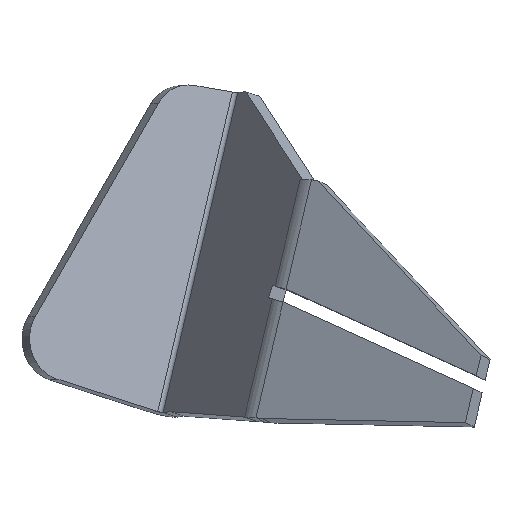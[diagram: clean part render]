
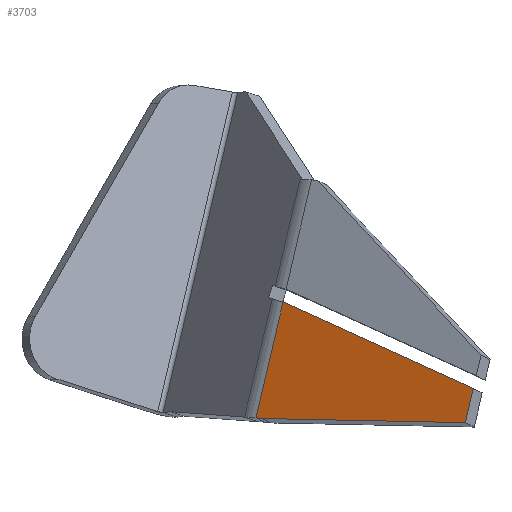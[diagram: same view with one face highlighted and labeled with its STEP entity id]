
A CAD part, top view. The second image highlights one B-rep face of the part: STEP entity #3703.
In plain terms, the highlighted planar face has unit normal (-0.541, 0.266, 0.798).
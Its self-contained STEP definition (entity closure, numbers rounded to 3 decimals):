
#1176 = CYLINDRICAL_SURFACE('',#1177,9.);
#1177 = AXIS2_PLACEMENT_3D('',#1178,#1179,#1180);
#1178 = CARTESIAN_POINT('',(14.496,22.357,
    -1.325));
#1179 = DIRECTION('',(-0.224,-0.96,0.168));
#1180 = DIRECTION('',(-0.541,0.266,0.798));
#3067 = VERTEX_POINT('',#3068);
#3068 = CARTESIAN_POINT('',(-3.81,-32.851,
    15.935));
#3172 = PLANE('',#3173);
#3173 = AXIS2_PLACEMENT_3D('',#3174,#3175,#3176);
#3174 = CARTESIAN_POINT('',(-1.998,-33.462,
    14.86));
#3175 = DIRECTION('',(0.224,0.96,-0.168));
#3176 = DIRECTION('',(0.811,-0.088,0.579)
  );
#3379 = VERTEX_POINT('',#3380);
#3380 = CARTESIAN_POINT('',(2.735,-4.792,
    11.025));
#3484 = PLANE('',#3485);
#3485 = AXIS2_PLACEMENT_3D('',#3486,#3487,#3488);
#3486 = CARTESIAN_POINT('',(26.827,-15.834,
    28.535));
#3487 = DIRECTION('',(0.425,0.905,-0.014)
  );
#3488 = DIRECTION('',(0.726,-0.332,0.603));
#3524 = VERTEX_POINT('',#3525);
#3525 = CARTESIAN_POINT('',(48.754,-25.813,
    49.236));
#3539 = PLANE('',#3540);
#3540 = AXIS2_PLACEMENT_3D('',#3541,#3542,#3543);
#3541 = CARTESIAN_POINT('',(49.815,-26.437,
    47.657));
#3542 = DIRECTION('',(-0.811,0.088,-0.579
    ));
#3543 = DIRECTION('',(0.224,0.96,-0.168));
#3551 = EDGE_CURVE('',#3379,#3524,#3552,.T.);
#3552 = SURFACE_CURVE('',#3553,(#3557,#3564),.PCURVE_S1.);
#3553 = LINE('',#3554,#3555);
#3554 = CARTESIAN_POINT('',(2.735,-4.792,
    11.025));
#3555 = VECTOR('',#3556,1.);
#3556 = DIRECTION('',(0.726,-0.332,0.603));
#3557 = PCURVE('',#3484,#3558);
#3558 = DEFINITIONAL_REPRESENTATION('',(#3559),#3563);
#3559 = LINE('',#3560,#3561);
#3560 = CARTESIAN_POINT('',(-31.701,-2.));
#3561 = VECTOR('',#3562,1.);
#3562 = DIRECTION('',(1.,0.));
#3563 = ( GEOMETRIC_REPRESENTATION_CONTEXT(2) 
PARAMETRIC_REPRESENTATION_CONTEXT() REPRESENTATION_CONTEXT('2D SPACE',''
  ) );
#3564 = PCURVE('',#3565,#3570);
#3565 = PLANE('',#3566);
#3566 = AXIS2_PLACEMENT_3D('',#3567,#3568,#3569);
#3567 = CARTESIAN_POINT('',(5.461,11.169,
    7.556));
#3568 = DIRECTION('',(-0.541,0.266,0.798));
#3569 = DIRECTION('',(-0.224,-0.96,0.168));
#3570 = DEFINITIONAL_REPRESENTATION('',(#3571),#3575);
#3571 = LINE('',#3572,#3573);
#3572 = CARTESIAN_POINT('',(16.516,1.2));
#3573 = VECTOR('',#3574,1.);
#3574 = DIRECTION('',(0.257,0.966));
#3575 = ( GEOMETRIC_REPRESENTATION_CONTEXT(2) 
PARAMETRIC_REPRESENTATION_CONTEXT() REPRESENTATION_CONTEXT('2D SPACE',''
  ) );
#3622 = PLANE('',#3623);
#3623 = AXIS2_PLACEMENT_3D('',#3624,#3625,#3626);
#3624 = CARTESIAN_POINT('',(23.321,-34.069,
    32.233));
#3625 = DIRECTION('',(0.164,0.964,-0.21));
#3626 = DIRECTION('',(0.825,-0.018,0.565)
  );
#3660 = EDGE_CURVE('',#3661,#3067,#3663,.T.);
#3661 = VERTEX_POINT('',#3662);
#3662 = CARTESIAN_POINT('',(-2.351,-33.009,
    16.977));
#3663 = SURFACE_CURVE('',#3664,(#3668,#3675),.PCURVE_S1.);
#3664 = LINE('',#3665,#3666);
#3665 = CARTESIAN_POINT('',(-2.351,-33.009,
    16.977));
#3666 = VECTOR('',#3667,1.);
#3667 = DIRECTION('',(-0.811,0.088,-0.579
    ));
#3668 = PCURVE('',#3172,#3669);
#3669 = DEFINITIONAL_REPRESENTATION('',(#3670),#3674);
#3670 = LINE('',#3671,#3672);
#3671 = CARTESIAN_POINT('',(0.9,-2.));
#3672 = VECTOR('',#3673,1.);
#3673 = DIRECTION('',(-1.,0.));
#3674 = ( GEOMETRIC_REPRESENTATION_CONTEXT(2) 
PARAMETRIC_REPRESENTATION_CONTEXT() REPRESENTATION_CONTEXT('2D SPACE',''
  ) );
#3675 = PCURVE('',#3565,#3676);
#3676 = DEFINITIONAL_REPRESENTATION('',(#3677),#3681);
#3677 = LINE('',#3678,#3679);
#3678 = CARTESIAN_POINT('',(45.744,3.));
#3679 = VECTOR('',#3680,1.);
#3680 = DIRECTION('',(0.,-1.));
#3681 = ( GEOMETRIC_REPRESENTATION_CONTEXT(2) 
PARAMETRIC_REPRESENTATION_CONTEXT() REPRESENTATION_CONTEXT('2D SPACE',''
  ) );
#3703 = ADVANCED_FACE('',(#3704),#3565,.T.);
#3704 = FACE_BOUND('',#3705,.F.);
#3705 = EDGE_LOOP('',(#3706,#3707,#3730,#3751,#3752));
#3706 = ORIENTED_EDGE('',*,*,#3551,.T.);
#3707 = ORIENTED_EDGE('',*,*,#3708,.T.);
#3708 = EDGE_CURVE('',#3524,#3709,#3711,.T.);
#3709 = VERTEX_POINT('',#3710);
#3710 = CARTESIAN_POINT('',(46.829,-34.065,
    50.68));
#3711 = SURFACE_CURVE('',#3712,(#3716,#3723),.PCURVE_S1.);
#3712 = LINE('',#3713,#3714);
#3713 = CARTESIAN_POINT('',(48.754,-25.813,
    49.236));
#3714 = VECTOR('',#3715,1.);
#3715 = DIRECTION('',(-0.224,-0.96,0.168));
#3716 = PCURVE('',#3565,#3717);
#3717 = DEFINITIONAL_REPRESENTATION('',(#3718),#3722);
#3718 = LINE('',#3719,#3720);
#3719 = CARTESIAN_POINT('',(32.81,62.472));
#3720 = VECTOR('',#3721,1.);
#3721 = DIRECTION('',(1.,0.));
#3722 = ( GEOMETRIC_REPRESENTATION_CONTEXT(2) 
PARAMETRIC_REPRESENTATION_CONTEXT() REPRESENTATION_CONTEXT('2D SPACE',''
  ) );
#3723 = PCURVE('',#3539,#3724);
#3724 = DEFINITIONAL_REPRESENTATION('',(#3725),#3729);
#3725 = LINE('',#3726,#3727);
#3726 = CARTESIAN_POINT('',(0.096,-2.));
#3727 = VECTOR('',#3728,1.);
#3728 = DIRECTION('',(-1.,0.));
#3729 = ( GEOMETRIC_REPRESENTATION_CONTEXT(2) 
PARAMETRIC_REPRESENTATION_CONTEXT() REPRESENTATION_CONTEXT('2D SPACE',''
  ) );
#3730 = ORIENTED_EDGE('',*,*,#3731,.T.);
#3731 = EDGE_CURVE('',#3709,#3661,#3732,.T.);
#3732 = SURFACE_CURVE('',#3733,(#3737,#3744),.PCURVE_S1.);
#3733 = LINE('',#3734,#3735);
#3734 = CARTESIAN_POINT('',(46.829,-34.065,
    50.68));
#3735 = VECTOR('',#3736,1.);
#3736 = DIRECTION('',(-0.825,0.018,-0.565
    ));
#3737 = PCURVE('',#3565,#3738);
#3738 = DEFINITIONAL_REPRESENTATION('',(#3739),#3743);
#3739 = LINE('',#3740,#3741);
#3740 = CARTESIAN_POINT('',(41.406,62.472));
#3741 = VECTOR('',#3742,1.);
#3742 = DIRECTION('',(0.073,-0.997));
#3743 = ( GEOMETRIC_REPRESENTATION_CONTEXT(2) 
PARAMETRIC_REPRESENTATION_CONTEXT() REPRESENTATION_CONTEXT('2D SPACE',''
  ) );
#3744 = PCURVE('',#3622,#3745);
#3745 = DEFINITIONAL_REPRESENTATION('',(#3746),#3750);
#3746 = LINE('',#3747,#3748);
#3747 = CARTESIAN_POINT('',(29.815,-2.));
#3748 = VECTOR('',#3749,1.);
#3749 = DIRECTION('',(-1.,0.));
#3750 = ( GEOMETRIC_REPRESENTATION_CONTEXT(2) 
PARAMETRIC_REPRESENTATION_CONTEXT() REPRESENTATION_CONTEXT('2D SPACE',''
  ) );
#3751 = ORIENTED_EDGE('',*,*,#3660,.T.);
#3752 = ORIENTED_EDGE('',*,*,#3753,.F.);
#3753 = EDGE_CURVE('',#3379,#3067,#3754,.T.);
#3754 = SURFACE_CURVE('',#3755,(#3759,#3766),.PCURVE_S1.);
#3755 = LINE('',#3756,#3757);
#3756 = CARTESIAN_POINT('',(2.735,-4.792,
    11.025));
#3757 = VECTOR('',#3758,1.);
#3758 = DIRECTION('',(-0.224,-0.96,0.168));
#3759 = PCURVE('',#3565,#3760);
#3760 = DEFINITIONAL_REPRESENTATION('',(#3761),#3765);
#3761 = LINE('',#3762,#3763);
#3762 = CARTESIAN_POINT('',(16.516,1.2));
#3763 = VECTOR('',#3764,1.);
#3764 = DIRECTION('',(1.,0.));
#3765 = ( GEOMETRIC_REPRESENTATION_CONTEXT(2) 
PARAMETRIC_REPRESENTATION_CONTEXT() REPRESENTATION_CONTEXT('2D SPACE',''
  ) );
#3766 = PCURVE('',#1176,#3767);
#3767 = DEFINITIONAL_REPRESENTATION('',(#3768),#3794);
#3768 = B_SPLINE_CURVE_WITH_KNOTS('',3,(#3769,#3770,#3771,#3772,#3773,
    #3774,#3775,#3776,#3777,#3778,#3779,#3780,#3781,#3782,#3783,#3784,
    #3785,#3786,#3787,#3788,#3789,#3790,#3791,#3792,#3793),
  .UNSPECIFIED.,.F.,.F.,(4,1,1,1,1,1,1,1,1,1,1,1,1,1,1,1,1,1,1,1,1,1,4),
  (0.,1.329,2.657,3.986,5.314,
    6.643,7.971,9.3,10.628,
    11.957,13.285,14.614,15.942,
    17.271,18.6,19.928,21.257,
    22.585,23.914,25.242,26.571,
    27.899,29.228),.QUASI_UNIFORM_KNOTS.);
#3769 = CARTESIAN_POINT('',(0.,30.772));
#3770 = CARTESIAN_POINT('',(0.,31.215));
#3771 = CARTESIAN_POINT('',(0.,32.101));
#3772 = CARTESIAN_POINT('',(0.,33.429));
#3773 = CARTESIAN_POINT('',(0.,34.758));
#3774 = CARTESIAN_POINT('',(0.,36.086));
#3775 = CARTESIAN_POINT('',(0.,37.415));
#3776 = CARTESIAN_POINT('',(0.,38.743));
#3777 = CARTESIAN_POINT('',(0.,40.072));
#3778 = CARTESIAN_POINT('',(0.,41.401));
#3779 = CARTESIAN_POINT('',(0.,42.729));
#3780 = CARTESIAN_POINT('',(0.,44.058));
#3781 = CARTESIAN_POINT('',(0.,45.386));
#3782 = CARTESIAN_POINT('',(0.,46.715));
#3783 = CARTESIAN_POINT('',(0.,48.043));
#3784 = CARTESIAN_POINT('',(0.,49.372));
#3785 = CARTESIAN_POINT('',(0.,50.7));
#3786 = CARTESIAN_POINT('',(0.,52.029));
#3787 = CARTESIAN_POINT('',(0.,53.357));
#3788 = CARTESIAN_POINT('',(0.,54.686));
#3789 = CARTESIAN_POINT('',(0.,56.014));
#3790 = CARTESIAN_POINT('',(0.,57.343));
#3791 = CARTESIAN_POINT('',(0.,58.672));
#3792 = CARTESIAN_POINT('',(0.,59.557));
#3793 = CARTESIAN_POINT('',(0.,60.));
#3794 = ( GEOMETRIC_REPRESENTATION_CONTEXT(2) 
PARAMETRIC_REPRESENTATION_CONTEXT() REPRESENTATION_CONTEXT('2D SPACE',''
  ) );
